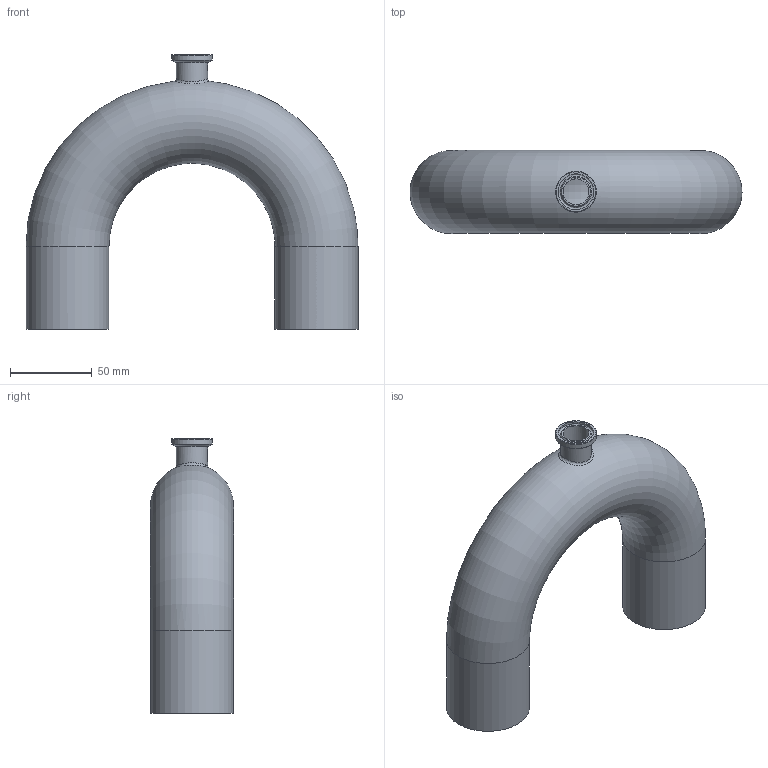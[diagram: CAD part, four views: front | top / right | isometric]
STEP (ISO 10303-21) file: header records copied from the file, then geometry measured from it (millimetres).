
FILE_DESCRIPTION(/* description */ (''),/* implementation_level */ '2;1');
FILE_NAME(/* name */ 'S2UBWWK-2X.75.stp',/* time_stamp */ '2018-11-26T16:26:35-05:00',/* author */ ('rick'),/* organization */ (''),/* preprocessor_version */ 'ST-DEVELOPER v15.2',/* originating_system */ 'Autodesk Inventor 2014',/* authorisation */ '');
FILE_SCHEMA (('AUTOMOTIVE_DESIGN { 1 0 10303 214 3 1 1 }'));
Length unit declared in the file: inch
Products named in the file (1): S2UBWWK-2X.75
Bounding box: 203.2 x 50.8 x 168.15 mm (x, y, z)
Volume: 88692.8 mm3; surface area: 107868.9 mm2
Topology: 1 solids, 1 shells, 434 faces, 1177 edges, 783 vertices
Faces by surface type: bspline 193, plane 188, cylinder 45, torus 6, cone 2
Full cylindrical faces by diameter (mm): 15.748 x1, 19.05 x1, 21.895 x1, 24.994 x1, 47.498 x2, 50.8 x2
Entity records: 17289 total; most frequent: CARTESIAN_POINT 7449, ORIENTED_EDGE 2302, DIRECTION 1508, EDGE_CURVE 1151, VERTEX_POINT 774, LINE 504, VECTOR 504, AXIS2_PLACEMENT_3D 502
